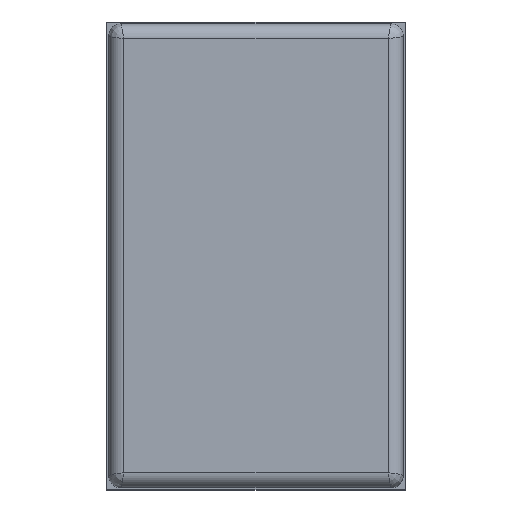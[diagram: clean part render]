
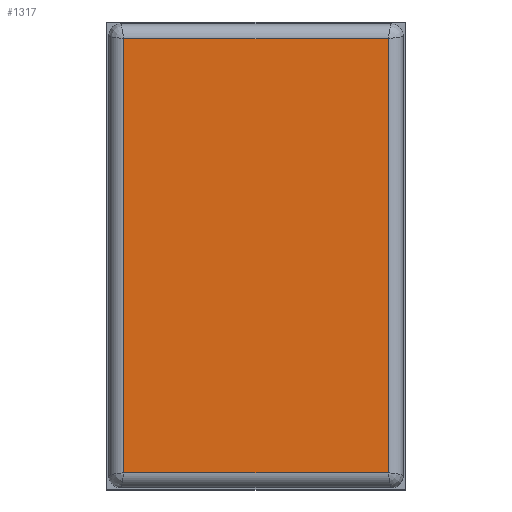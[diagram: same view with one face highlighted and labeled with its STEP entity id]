
A CAD part, top view. The second image highlights one B-rep face of the part: STEP entity #1317.
In plain terms, the highlighted planar face has unit normal (0, 0, 1).
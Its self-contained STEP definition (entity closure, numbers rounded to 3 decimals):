
#857 = VERTEX_POINT('',#858);
#858 = CARTESIAN_POINT('',(-1.41,-28.65,10.2));
#957 = VERTEX_POINT('',#958);
#958 = CARTESIAN_POINT('',(16.59,-28.65,10.2));
#970 = EDGE_CURVE('',#957,#857,#971,.T.);
#971 = LINE('',#972,#973);
#972 = CARTESIAN_POINT('',(16.79,-28.65,10.2));
#973 = VECTOR('',#974,1.);
#974 = DIRECTION('',(-1.,0.,0.));
#1074 = VERTEX_POINT('',#1075);
#1075 = CARTESIAN_POINT('',(16.59,0.85,10.2));
#1084 = EDGE_CURVE('',#1074,#957,#1085,.T.);
#1085 = LINE('',#1086,#1087);
#1086 = CARTESIAN_POINT('',(16.59,1.05,10.2));
#1087 = VECTOR('',#1088,1.);
#1088 = DIRECTION('',(0.,-1.,0.));
#1188 = VERTEX_POINT('',#1189);
#1189 = CARTESIAN_POINT('',(-1.41,0.85,10.2));
#1201 = EDGE_CURVE('',#1188,#1074,#1202,.T.);
#1202 = LINE('',#1203,#1204);
#1203 = CARTESIAN_POINT('',(-1.61,0.85,10.2));
#1204 = VECTOR('',#1205,1.);
#1205 = DIRECTION('',(1.,0.,0.));
#1305 = EDGE_CURVE('',#857,#1188,#1306,.T.);
#1306 = LINE('',#1307,#1308);
#1307 = CARTESIAN_POINT('',(-1.41,-28.85,10.2));
#1308 = VECTOR('',#1309,1.);
#1309 = DIRECTION('',(0.,1.,0.));
#1317 = ADVANCED_FACE('',(#1318),#1324,.T.);
#1318 = FACE_BOUND('',#1319,.T.);
#1319 = EDGE_LOOP('',(#1320,#1321,#1322,#1323));
#1320 = ORIENTED_EDGE('',*,*,#1084,.F.);
#1321 = ORIENTED_EDGE('',*,*,#1201,.F.);
#1322 = ORIENTED_EDGE('',*,*,#1305,.F.);
#1323 = ORIENTED_EDGE('',*,*,#970,.F.);
#1324 = PLANE('',#1325);
#1325 = AXIS2_PLACEMENT_3D('',#1326,#1327,#1328);
#1326 = CARTESIAN_POINT('',(-2.41,-28.85,10.2));
#1327 = DIRECTION('',(0.,0.,1.));
#1328 = DIRECTION('',(1.,0.,0.));
